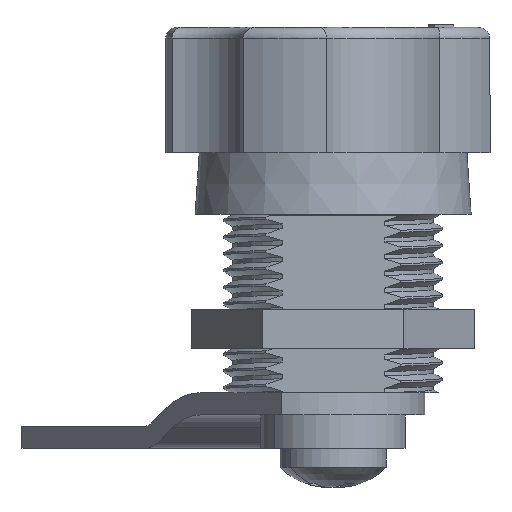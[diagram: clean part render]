
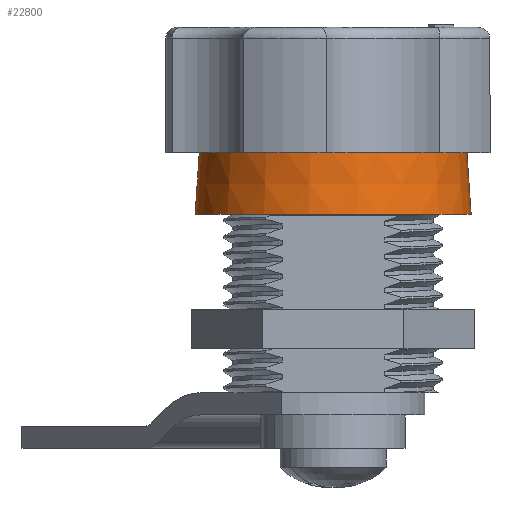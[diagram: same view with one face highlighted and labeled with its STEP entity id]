
A CAD part, left-side view. The second image highlights one B-rep face of the part: STEP entity #22800.
In plain terms, the highlighted conical face has half-angle 3.9 degrees and reference radius 12.375 mm.
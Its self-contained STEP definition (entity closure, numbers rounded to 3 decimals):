
#1201 = VERTEX_POINT ( 'NONE', #38411 ) ;
#1506 = CARTESIAN_POINT ( 'NONE',  ( 0., -12.375, 0. ) ) ;
#2065 = EDGE_CURVE ( 'NONE', #38157, #1201, #8875, .T. ) ;
#4582 = DIRECTION ( 'NONE',  ( 0., 0., -1. ) ) ;
#4687 = VECTOR ( 'NONE', #6536, 1000. ) ;
#6536 = DIRECTION ( 'NONE',  ( 0., -0.068, -0.998 ) ) ;
#7677 = DIRECTION ( 'NONE',  ( 0., 0.068, -0.998 ) ) ;
#8360 = DIRECTION ( 'NONE',  ( 0., 1., 0. ) ) ;
#8875 = CIRCLE ( 'NONE', #29655, 12. ) ;
#10234 = CIRCLE ( 'NONE', #13138, 12.375 ) ;
#12207 = LINE ( 'NONE', #29610, #36277 ) ;
#13138 = AXIS2_PLACEMENT_3D ( 'NONE', #41518, #30574, #30728 ) ;
#13526 = ORIENTED_EDGE ( 'NONE', *, *, #2065, .T. ) ;
#20556 = EDGE_CURVE ( 'NONE', #1201, #38171, #12207, .T. ) ;
#21763 = ORIENTED_EDGE ( 'NONE', *, *, #37597, .F. ) ;
#22800 = ADVANCED_FACE ( 'NONE', ( #34587 ), #45224, .T. ) ;
#26057 = CARTESIAN_POINT ( 'NONE',  ( 0., 0., 5.5 ) ) ;
#28127 = VERTEX_POINT ( 'NONE', #1506 ) ;
#28363 = ORIENTED_EDGE ( 'NONE', *, *, #20556, .T. ) ;
#29610 = CARTESIAN_POINT ( 'NONE',  ( 0., 12.375, 0. ) ) ;
#29655 = AXIS2_PLACEMENT_3D ( 'NONE', #26057, #4582, #36833 ) ;
#29819 = DIRECTION ( 'NONE',  ( 0., 0., -1. ) ) ;
#30574 = DIRECTION ( 'NONE',  ( 0., 0., -1. ) ) ;
#30728 = DIRECTION ( 'NONE',  ( 0., 1., 0. ) ) ;
#31906 = EDGE_CURVE ( 'NONE', #28127, #38171, #10234, .T. ) ;
#34587 = FACE_OUTER_BOUND ( 'NONE', #36691, .T. ) ;
#35758 = AXIS2_PLACEMENT_3D ( 'NONE', #44814, #29819, #8360 ) ;
#36277 = VECTOR ( 'NONE', #7677, 1000. ) ;
#36691 = EDGE_LOOP ( 'NONE', ( #21763, #13526, #28363, #44798 ) ) ;
#36833 = DIRECTION ( 'NONE',  ( 0., 1., 0. ) ) ;
#37071 = CARTESIAN_POINT ( 'NONE',  ( 0., -12., 5.5 ) ) ;
#37597 = EDGE_CURVE ( 'NONE', #38157, #28127, #46150, .T. ) ;
#38157 = VERTEX_POINT ( 'NONE', #37071 ) ;
#38171 = VERTEX_POINT ( 'NONE', #44448 ) ;
#38411 = CARTESIAN_POINT ( 'NONE',  ( 0., 12., 5.5 ) ) ;
#41518 = CARTESIAN_POINT ( 'NONE',  ( 0., 0., 0. ) ) ;
#42086 = CARTESIAN_POINT ( 'NONE',  ( 0., -12.375, 0. ) ) ;
#44448 = CARTESIAN_POINT ( 'NONE',  ( 0., 12.375, 0. ) ) ;
#44798 = ORIENTED_EDGE ( 'NONE', *, *, #31906, .F. ) ;
#44814 = CARTESIAN_POINT ( 'NONE',  ( 0., 0., 0. ) ) ;
#45224 = CONICAL_SURFACE ( 'NONE', #35758, 12.375, 0.068 ) ;
#46150 = LINE ( 'NONE', #42086, #4687 ) ;
